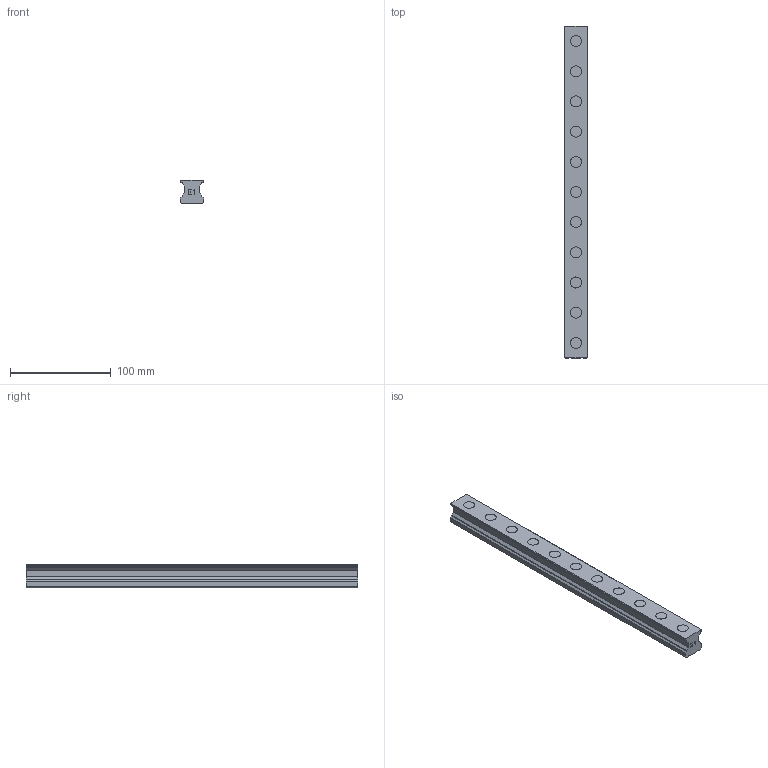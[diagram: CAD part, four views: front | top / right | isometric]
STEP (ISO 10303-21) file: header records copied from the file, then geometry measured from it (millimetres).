
FILE_DESCRIPTION(('STEP AP214'),'1');
FILE_NAME('cctmp_821584AF-26F2-4EA4-B608-0BDED72399D3_2021_03_10_17_16_57_0209..stp','2021-03-10T16:16:57',('HIWIN GmbH'),('CADClick - www.CADClick.com'),'Spatial InterOp 3D',' ','unknown authorization');
FILE_SCHEMA(('AUTOMOTIVE_DESIGN'));
Length unit declared in the file: millimetre
Products named in the file (1): RGR25R330H_FILE
Bounding box: 23 x 330 x 23.6 mm (x, y, z)
Volume: 132335.9 mm3; surface area: 41743.6 mm2
Topology: 1 solids, 1 shells, 216 faces, 531 edges, 354 vertices
Faces by surface type: plane 132, cylinder 84
Entity records: 8155 total; most frequent: DIRECTION 1133, CARTESIAN_POINT 1102, ORIENTED_EDGE 1062, EDGE_CURVE 531, AXIS2_PLACEMENT_3D 385, LINE 363, VECTOR 363, VERTEX_POINT 354
